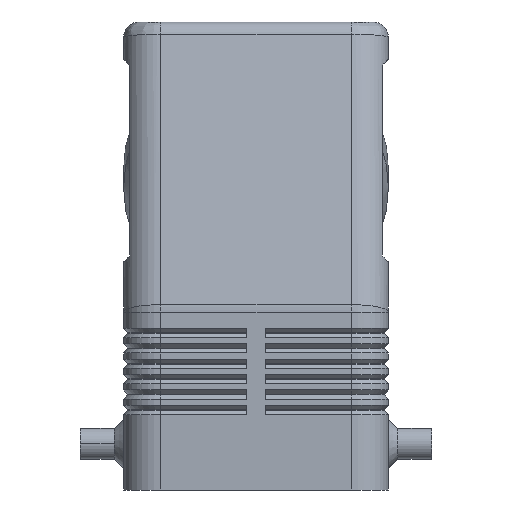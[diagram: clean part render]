
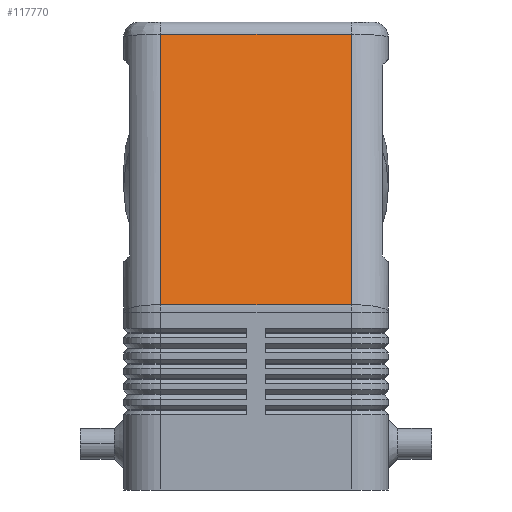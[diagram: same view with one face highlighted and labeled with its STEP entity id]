
A CAD part, left-side view. The second image highlights one B-rep face of the part: STEP entity #117770.
In plain terms, the highlighted planar face has unit normal (-0.98, 0, 0.2).
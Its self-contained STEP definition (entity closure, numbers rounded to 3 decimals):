
#2040=CARTESIAN_POINT('',(-59.879,15.5,30.094));
#2050=DIRECTION('',(0.2,0.,0.98));
#2060=VECTOR('',#2050,44.813);
#2070=LINE('',#2040,#2060);
#2080=CARTESIAN_POINT('',(-59.879,15.5,30.094));
#2090=VERTEX_POINT('',#2080);
#2100=CARTESIAN_POINT('',(-50.909,15.5,74.));
#2110=VERTEX_POINT('',#2100);
#2120=EDGE_CURVE('',#2090,#2110,#2070,.T.);
#2850=CARTESIAN_POINT('',(-50.909,15.5,74.));
#2860=DIRECTION('',(0.,-1.,0.));
#2870=VECTOR('',#2860,31.);
#2880=LINE('',#2850,#2870);
#2890=CARTESIAN_POINT('',(-50.909,-15.5,74.));
#2900=VERTEX_POINT('',#2890);
#2910=EDGE_CURVE('',#2110,#2900,#2880,.T.);
#3490=CARTESIAN_POINT('',(-59.879,-15.5,30.094));
#3500=DIRECTION('',(0.,1.,0.));
#3510=VECTOR('',#3500,31.);
#3520=LINE('',#3490,#3510);
#3530=CARTESIAN_POINT('',(-59.879,-15.5,30.094));
#3540=VERTEX_POINT('',#3530);
#3550=EDGE_CURVE('',#3540,#2090,#3520,.T.);
#5650=CARTESIAN_POINT('',(-50.909,-15.5,74.));
#5660=DIRECTION('',(-0.2,0.,-0.98));
#5670=VECTOR('',#5660,44.813);
#5680=LINE('',#5650,#5670);
#5690=EDGE_CURVE('',#2900,#3540,#5680,.T.);
#117660=CARTESIAN_POINT('',(-50.5,0.,76.));
#117670=DIRECTION('',(-0.98,0.,0.2));
#117680=DIRECTION('',(0.2,0.,0.98));
#117690=AXIS2_PLACEMENT_3D('',#117660,#117670,#117680);
#117700=PLANE('',#117690);
#117710=ORIENTED_EDGE('',*,*,#3550,.F.);
#117720=ORIENTED_EDGE('',*,*,#2120,.F.);
#117730=ORIENTED_EDGE('',*,*,#2910,.F.);
#117740=ORIENTED_EDGE('',*,*,#5690,.F.);
#117750=EDGE_LOOP('',(#117740,#117730,#117720,#117710));
#117760=FACE_OUTER_BOUND('',#117750,.T.);
#117770=ADVANCED_FACE('',(#117760),#117700,.T.);
